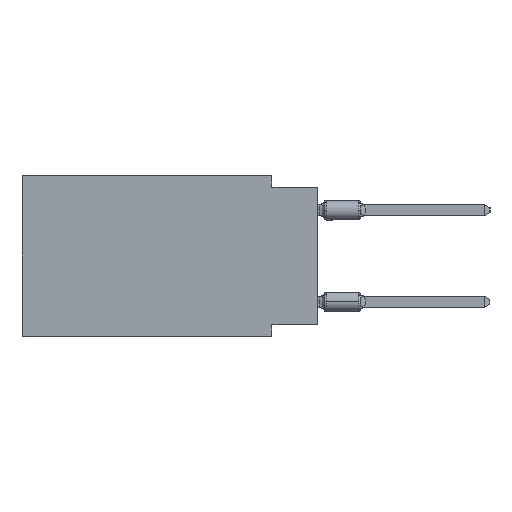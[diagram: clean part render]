
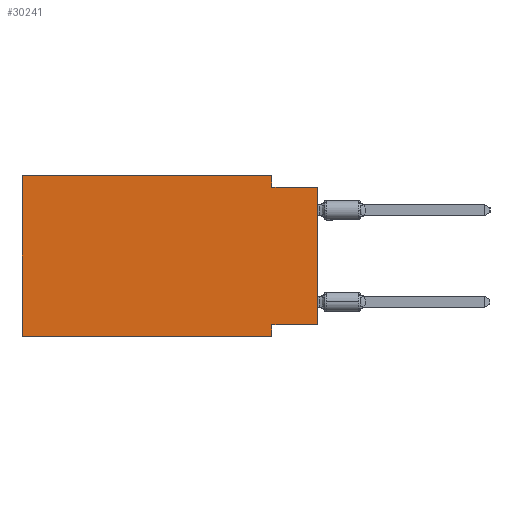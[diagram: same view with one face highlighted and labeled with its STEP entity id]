
A CAD part, left-side view. The second image highlights one B-rep face of the part: STEP entity #30241.
In plain terms, the highlighted planar face has unit normal (-1, 0, 0).
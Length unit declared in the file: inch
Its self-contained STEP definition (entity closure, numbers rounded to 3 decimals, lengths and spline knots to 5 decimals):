
#1491 = PLANE ( 'NONE',  #52583 ) ;
#1633 = CARTESIAN_POINT ( 'NONE',  ( 0., 0., -0.325 ) ) ;
#2398 = ORIENTED_EDGE ( 'NONE', *, *, #13490, .F. ) ;
#2675 = EDGE_CURVE ( 'NONE', #5496, #15842, #57527, .T. ) ;
#3264 = CARTESIAN_POINT ( 'NONE',  ( 0., 0.1, -0.35 ) ) ;
#3874 = VECTOR ( 'NONE', #56316, 39.37008 ) ;
#4143 = ORIENTED_EDGE ( 'NONE', *, *, #14745, .T. ) ;
#5496 = VERTEX_POINT ( 'NONE', #10359 ) ;
#5518 = CARTESIAN_POINT ( 'NONE',  ( 0., 0.645, 0. ) ) ;
#5602 = CARTESIAN_POINT ( 'NONE',  ( 0., 0.1, 0. ) ) ;
#6376 = FACE_OUTER_BOUND ( 'NONE', #27825, .T. ) ;
#6996 = CARTESIAN_POINT ( 'NONE',  ( 0., 0., -0.025 ) ) ;
#7317 = ORIENTED_EDGE ( 'NONE', *, *, #21326, .F. ) ;
#7628 = DIRECTION ( 'NONE',  ( 0., 0., -1. ) ) ;
#8635 = VECTOR ( 'NONE', #12360, 39.37008 ) ;
#8720 = ORIENTED_EDGE ( 'NONE', *, *, #46559, .F. ) ;
#9345 = ORIENTED_EDGE ( 'NONE', *, *, #2675, .T. ) ;
#10359 = CARTESIAN_POINT ( 'NONE',  ( 0., 0.645, -0.35 ) ) ;
#12330 = CARTESIAN_POINT ( 'NONE',  ( 0., 0., 0. ) ) ;
#12360 = DIRECTION ( 'NONE',  ( 0., 1., 0. ) ) ;
#13051 = CARTESIAN_POINT ( 'NONE',  ( 0., 0.645, -0.35 ) ) ;
#13490 = EDGE_CURVE ( 'NONE', #24334, #52469, #61235, .T. ) ;
#13544 = LINE ( 'NONE', #1633, #8635 ) ;
#13885 = ORIENTED_EDGE ( 'NONE', *, *, #19095, .F. ) ;
#14745 = EDGE_CURVE ( 'NONE', #35491, #52469, #61353, .T. ) ;
#15842 = VERTEX_POINT ( 'NONE', #57756 ) ;
#15851 = VECTOR ( 'NONE', #42582, 39.37008 ) ;
#16153 = CARTESIAN_POINT ( 'NONE',  ( 0., 0.1, -0.325 ) ) ;
#16301 = CARTESIAN_POINT ( 'NONE',  ( 0., 0., -0.025 ) ) ;
#16569 = VECTOR ( 'NONE', #24077, 39.37008 ) ;
#17376 = LINE ( 'NONE', #36517, #3874 ) ;
#17814 = LINE ( 'NONE', #37275, #47707 ) ;
#18101 = VECTOR ( 'NONE', #32125, 39.37008 ) ;
#18970 = VERTEX_POINT ( 'NONE', #5602 ) ;
#19095 = EDGE_CURVE ( 'NONE', #18970, #24334, #56538, .T. ) ;
#21326 = EDGE_CURVE ( 'NONE', #27602, #15842, #43536, .T. ) ;
#24077 = DIRECTION ( 'NONE',  ( 0., 0., -1. ) ) ;
#24334 = VERTEX_POINT ( 'NONE', #58119 ) ;
#26846 = DIRECTION ( 'NONE',  ( 0., -1., 0. ) ) ;
#27602 = VERTEX_POINT ( 'NONE', #16153 ) ;
#27825 = EDGE_LOOP ( 'NONE', ( #4143, #2398, #13885, #8720, #32043, #9345, #7317, #46887 ) ) ;
#28017 = DIRECTION ( 'NONE',  ( 0., -1., 0. ) ) ;
#30241 = ADVANCED_FACE ( 'NONE', ( #6376 ), #1491, .F. ) ;
#32043 = ORIENTED_EDGE ( 'NONE', *, *, #49837, .F. ) ;
#32125 = DIRECTION ( 'NONE',  ( 0., 0., 1. ) ) ;
#32891 = EDGE_CURVE ( 'NONE', #35491, #27602, #13544, .T. ) ;
#35491 = VERTEX_POINT ( 'NONE', #45196 ) ;
#36517 = CARTESIAN_POINT ( 'NONE',  ( 0., 0.645, 0. ) ) ;
#36560 = CARTESIAN_POINT ( 'NONE',  ( 0., 0.645, 0. ) ) ;
#37275 = CARTESIAN_POINT ( 'NONE',  ( 0., 0.645, 0. ) ) ;
#38358 = VERTEX_POINT ( 'NONE', #5518 ) ;
#42582 = DIRECTION ( 'NONE',  ( 0., 0., -1. ) ) ;
#43536 = LINE ( 'NONE', #3264, #16569 ) ;
#45196 = CARTESIAN_POINT ( 'NONE',  ( 0., 0., -0.325 ) ) ;
#46559 = EDGE_CURVE ( 'NONE', #38358, #18970, #17376, .T. ) ;
#46611 = DIRECTION ( 'NONE',  ( 1., 0., 0. ) ) ;
#46887 = ORIENTED_EDGE ( 'NONE', *, *, #32891, .F. ) ;
#47707 = VECTOR ( 'NONE', #58013, 39.37008 ) ;
#47762 = VECTOR ( 'NONE', #28017, 39.37008 ) ;
#49837 = EDGE_CURVE ( 'NONE', #5496, #38358, #17814, .T. ) ;
#52469 = VERTEX_POINT ( 'NONE', #16301 ) ;
#52583 = AXIS2_PLACEMENT_3D ( 'NONE', #36560, #46611, #7628 ) ;
#56316 = DIRECTION ( 'NONE',  ( 0., -1., 0. ) ) ;
#56538 = LINE ( 'NONE', #62681, #15851 ) ;
#57527 = LINE ( 'NONE', #13051, #47762 ) ;
#57756 = CARTESIAN_POINT ( 'NONE',  ( 0., 0.1, -0.35 ) ) ;
#58013 = DIRECTION ( 'NONE',  ( 0., 0., 1. ) ) ;
#58119 = CARTESIAN_POINT ( 'NONE',  ( 0., 0.1, -0.025 ) ) ;
#61235 = LINE ( 'NONE', #6996, #61553 ) ;
#61353 = LINE ( 'NONE', #12330, #18101 ) ;
#61553 = VECTOR ( 'NONE', #26846, 39.37008 ) ;
#62681 = CARTESIAN_POINT ( 'NONE',  ( 0., 0.1, 0. ) ) ;
